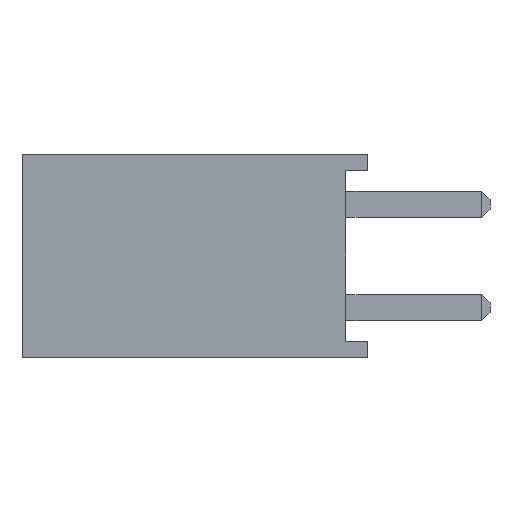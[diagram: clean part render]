
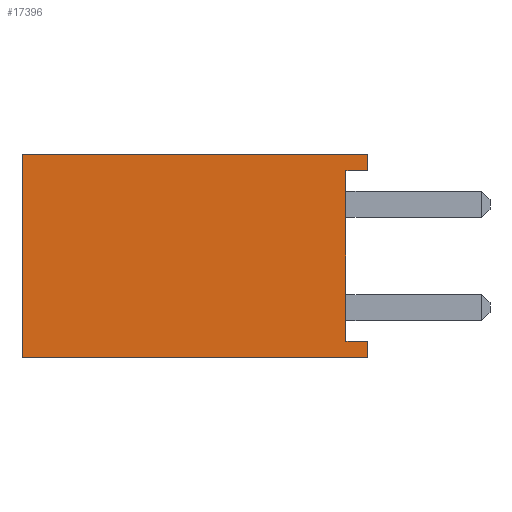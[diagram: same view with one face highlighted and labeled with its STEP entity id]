
A CAD part, left-side view. The second image highlights one B-rep face of the part: STEP entity #17396.
In plain terms, the highlighted planar face has unit normal (-1, 0, 0).
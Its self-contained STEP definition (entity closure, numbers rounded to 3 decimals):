
#184 = LINE ( 'NONE', #7459, #14106 ) ;
#229 = PLANE ( 'NONE',  #4820 ) ;
#344 = DIRECTION ( 'NONE',  ( 1., 0., 0. ) ) ;
#2178 = DIRECTION ( 'NONE',  ( 0., -1., 0. ) ) ;
#2248 = DIRECTION ( 'NONE',  ( 0., -1., 0. ) ) ;
#2300 = CARTESIAN_POINT ( 'NONE',  ( -1.27, 0., -2.1 ) ) ;
#2474 = VECTOR ( 'NONE', #12797, 1000. ) ;
#2743 = ORIENTED_EDGE ( 'NONE', *, *, #10060, .T. ) ;
#3022 = EDGE_CURVE ( 'NONE', #7933, #3118, #13734, .T. ) ;
#3118 = VERTEX_POINT ( 'NONE', #6630 ) ;
#3297 = DIRECTION ( 'NONE',  ( 0., 0., 1. ) ) ;
#3523 = VERTEX_POINT ( 'NONE', #14195 ) ;
#3558 = EDGE_LOOP ( 'NONE', ( #6767, #6800, #2743, #16959, #14158, #15390, #9371, #8183 ) ) ;
#3743 = LINE ( 'NONE', #14398, #2474 ) ;
#4172 = EDGE_CURVE ( 'NONE', #4499, #6259, #3743, .T. ) ;
#4499 = VERTEX_POINT ( 'NONE', #13862 ) ;
#4682 = CARTESIAN_POINT ( 'NONE',  ( -1.27, 0., 2.1 ) ) ;
#4820 = AXIS2_PLACEMENT_3D ( 'NONE', #12328, #344, #5793 ) ;
#5469 = VERTEX_POINT ( 'NONE', #13705 ) ;
#5488 = EDGE_CURVE ( 'NONE', #4499, #11282, #15044, .T. ) ;
#5793 = DIRECTION ( 'NONE',  ( 0., 0., -1. ) ) ;
#6171 = VERTEX_POINT ( 'NONE', #11190 ) ;
#6259 = VERTEX_POINT ( 'NONE', #11576 ) ;
#6321 = CARTESIAN_POINT ( 'NONE',  ( -1.27, 0., 2.5 ) ) ;
#6630 = CARTESIAN_POINT ( 'NONE',  ( -1.27, 0., -2.1 ) ) ;
#6767 = ORIENTED_EDGE ( 'NONE', *, *, #17019, .F. ) ;
#6800 = ORIENTED_EDGE ( 'NONE', *, *, #12798, .F. ) ;
#7459 = CARTESIAN_POINT ( 'NONE',  ( -1.27, 8.5, 2.5 ) ) ;
#7933 = VERTEX_POINT ( 'NONE', #15322 ) ;
#8183 = ORIENTED_EDGE ( 'NONE', *, *, #3022, .F. ) ;
#9043 = CARTESIAN_POINT ( 'NONE',  ( -1.27, 0., -2.5 ) ) ;
#9371 = ORIENTED_EDGE ( 'NONE', *, *, #17014, .T. ) ;
#10060 = EDGE_CURVE ( 'NONE', #5469, #3523, #13747, .T. ) ;
#10162 = CARTESIAN_POINT ( 'NONE',  ( -1.27, 0.54, 2.1 ) ) ;
#10961 = VECTOR ( 'NONE', #15636, 1000. ) ;
#11190 = CARTESIAN_POINT ( 'NONE',  ( -1.27, 0.54, 2.1 ) ) ;
#11282 = VERTEX_POINT ( 'NONE', #9043 ) ;
#11325 = VECTOR ( 'NONE', #15607, 1000. ) ;
#11576 = CARTESIAN_POINT ( 'NONE',  ( -1.27, 8.5, 2.5 ) ) ;
#11731 = LINE ( 'NONE', #4682, #11325 ) ;
#12247 = EDGE_CURVE ( 'NONE', #6259, #3523, #184, .T. ) ;
#12263 = CARTESIAN_POINT ( 'NONE',  ( -1.27, 8.5, -2.5 ) ) ;
#12328 = CARTESIAN_POINT ( 'NONE',  ( -1.27, 8.5, 2.5 ) ) ;
#12525 = CARTESIAN_POINT ( 'NONE',  ( -1.27, 0., 2.5 ) ) ;
#12797 = DIRECTION ( 'NONE',  ( 0., 0., 1. ) ) ;
#12798 = EDGE_CURVE ( 'NONE', #5469, #6171, #11731, .T. ) ;
#12994 = DIRECTION ( 'NONE',  ( 0., 0., 1. ) ) ;
#13231 = FACE_OUTER_BOUND ( 'NONE', #3558, .T. ) ;
#13705 = CARTESIAN_POINT ( 'NONE',  ( -1.27, 0., 2.1 ) ) ;
#13734 = LINE ( 'NONE', #2300, #15000 ) ;
#13747 = LINE ( 'NONE', #12525, #14788 ) ;
#13862 = CARTESIAN_POINT ( 'NONE',  ( -1.27, 8.5, -2.5 ) ) ;
#14106 = VECTOR ( 'NONE', #2178, 1000. ) ;
#14158 = ORIENTED_EDGE ( 'NONE', *, *, #4172, .F. ) ;
#14195 = CARTESIAN_POINT ( 'NONE',  ( -1.27, 0., 2.5 ) ) ;
#14398 = CARTESIAN_POINT ( 'NONE',  ( -1.27, 8.5, 2.5 ) ) ;
#14788 = VECTOR ( 'NONE', #3297, 1000. ) ;
#15000 = VECTOR ( 'NONE', #2248, 1000. ) ;
#15044 = LINE ( 'NONE', #12263, #17353 ) ;
#15322 = CARTESIAN_POINT ( 'NONE',  ( -1.27, 0.54, -2.1 ) ) ;
#15390 = ORIENTED_EDGE ( 'NONE', *, *, #5488, .T. ) ;
#15607 = DIRECTION ( 'NONE',  ( 0., 1., 0. ) ) ;
#15620 = LINE ( 'NONE', #6321, #16439 ) ;
#15636 = DIRECTION ( 'NONE',  ( 0., 0., -1. ) ) ;
#16022 = LINE ( 'NONE', #10162, #10961 ) ;
#16357 = DIRECTION ( 'NONE',  ( 0., -1., 0. ) ) ;
#16439 = VECTOR ( 'NONE', #12994, 1000. ) ;
#16959 = ORIENTED_EDGE ( 'NONE', *, *, #12247, .F. ) ;
#17014 = EDGE_CURVE ( 'NONE', #11282, #3118, #15620, .T. ) ;
#17019 = EDGE_CURVE ( 'NONE', #6171, #7933, #16022, .T. ) ;
#17353 = VECTOR ( 'NONE', #16357, 1000. ) ;
#17396 = ADVANCED_FACE ( 'NONE', ( #13231 ), #229, .F. ) ;
